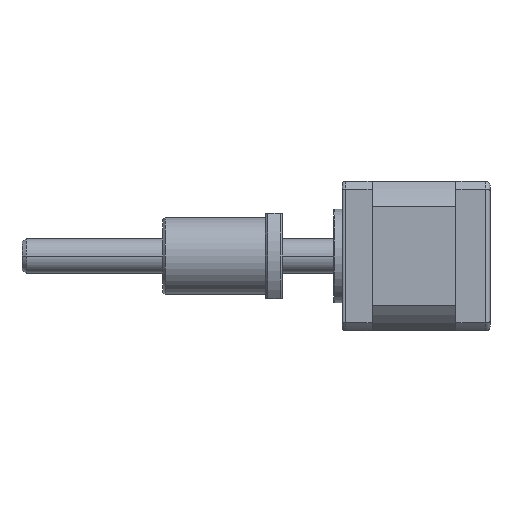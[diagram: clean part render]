
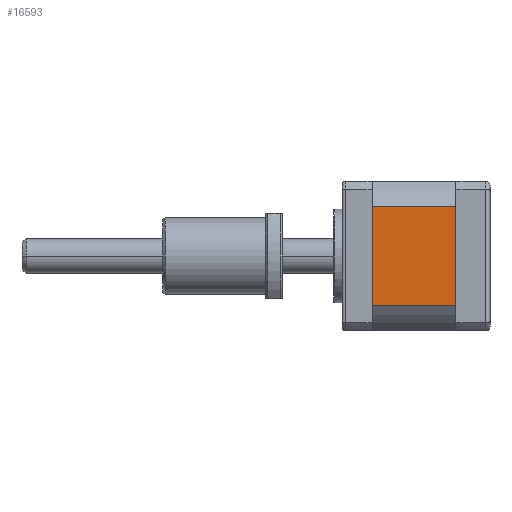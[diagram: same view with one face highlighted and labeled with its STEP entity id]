
A CAD part, left-side view. The second image highlights one B-rep face of the part: STEP entity #16593.
In plain terms, the highlighted planar face has unit normal (-1, 0, 0).
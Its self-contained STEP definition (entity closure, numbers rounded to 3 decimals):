
#1082 = ORIENTED_EDGE ( 'NONE', *, *, #16081, .T. ) ;
#1508 = LINE ( 'NONE', #40295, #13068 ) ;
#3722 = CARTESIAN_POINT ( 'NONE',  ( -22.209, -10.607, 5.03 ) ) ;
#5363 = VERTEX_POINT ( 'NONE', #38859 ) ;
#6310 = VERTEX_POINT ( 'NONE', #8770 ) ;
#7184 = CARTESIAN_POINT ( 'NONE',  ( -22.209, -10.607, 5.03 ) ) ;
#8092 = CARTESIAN_POINT ( 'NONE',  ( -22.209, -10.607, 28.246 ) ) ;
#8770 = CARTESIAN_POINT ( 'NONE',  ( -22.209, 8.993, 5.03 ) ) ;
#9052 = EDGE_LOOP ( 'NONE', ( #35047, #15670, #27987, #1082 ) ) ;
#10112 = DIRECTION ( 'NONE',  ( 0., 0., 1. ) ) ;
#11022 = VECTOR ( 'NONE', #19330, 1000. ) ;
#11591 = DIRECTION ( 'NONE',  ( 0., 1., 0. ) ) ;
#13068 = VECTOR ( 'NONE', #37353, 1000. ) ;
#13150 = LINE ( 'NONE', #22527, #11022 ) ;
#15670 = ORIENTED_EDGE ( 'NONE', *, *, #38309, .F. ) ;
#15964 = CARTESIAN_POINT ( 'NONE',  ( -22.209, -10.607, 28.246 ) ) ;
#16081 = EDGE_CURVE ( 'NONE', #23741, #5363, #41023, .T. ) ;
#16593 = ADVANCED_FACE ( 'NONE', ( #33155 ), #30431, .F. ) ;
#17703 = VECTOR ( 'NONE', #43672, 1000. ) ;
#19330 = DIRECTION ( 'NONE',  ( 0., 0., -1. ) ) ;
#22527 = CARTESIAN_POINT ( 'NONE',  ( -22.209, 8.993, 5.03 ) ) ;
#23741 = VERTEX_POINT ( 'NONE', #15964 ) ;
#24519 = AXIS2_PLACEMENT_3D ( 'NONE', #7184, #30297, #10112 ) ;
#24654 = VECTOR ( 'NONE', #11591, 1000. ) ;
#27987 = ORIENTED_EDGE ( 'NONE', *, *, #29107, .F. ) ;
#28175 = EDGE_CURVE ( 'NONE', #5363, #6310, #13150, .T. ) ;
#29107 = EDGE_CURVE ( 'NONE', #23741, #39256, #1508, .T. ) ;
#30297 = DIRECTION ( 'NONE',  ( 1., 0., 0. ) ) ;
#30431 = PLANE ( 'NONE',  #24519 ) ;
#33155 = FACE_OUTER_BOUND ( 'NONE', #9052, .T. ) ;
#33233 = CARTESIAN_POINT ( 'NONE',  ( -22.209, -10.607, 5.03 ) ) ;
#35047 = ORIENTED_EDGE ( 'NONE', *, *, #28175, .T. ) ;
#37353 = DIRECTION ( 'NONE',  ( 0., 0., -1. ) ) ;
#38309 = EDGE_CURVE ( 'NONE', #39256, #6310, #41942, .T. ) ;
#38859 = CARTESIAN_POINT ( 'NONE',  ( -22.209, 8.993, 28.246 ) ) ;
#39256 = VERTEX_POINT ( 'NONE', #3722 ) ;
#40295 = CARTESIAN_POINT ( 'NONE',  ( -22.209, -10.607, 5.03 ) ) ;
#41023 = LINE ( 'NONE', #8092, #24654 ) ;
#41942 = LINE ( 'NONE', #33233, #17703 ) ;
#43672 = DIRECTION ( 'NONE',  ( 0., 1., 0. ) ) ;
